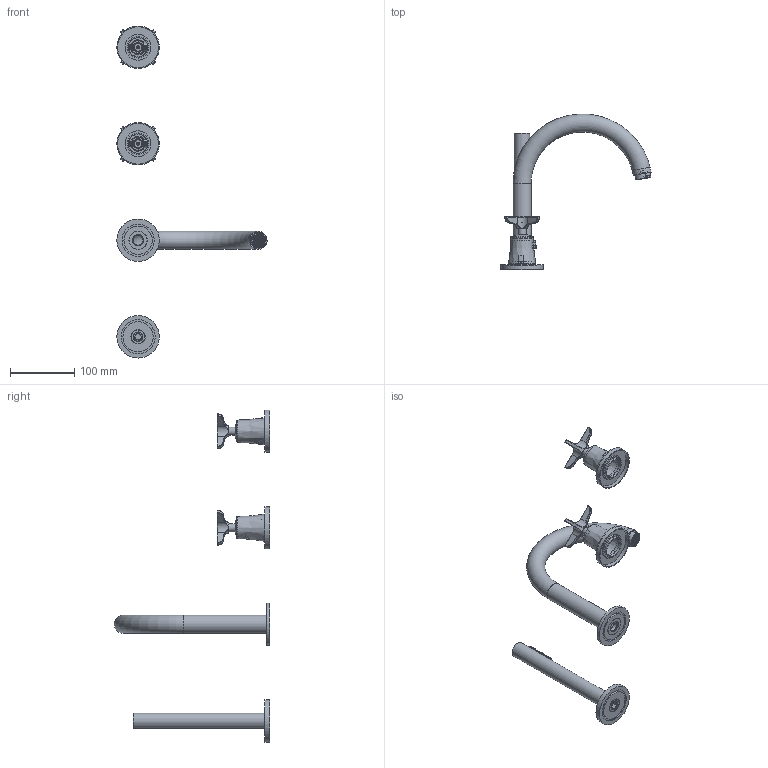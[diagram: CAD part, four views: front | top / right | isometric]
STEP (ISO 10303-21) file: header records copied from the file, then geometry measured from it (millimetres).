
FILE_DESCRIPTION (( 'STEP AP203' ), '1' );
FILE_NAME ('91CP12338.STEP', '2025-10-28T12:47:20', ( '' ), ( '' ), 'SwSTEP 2.0', 'SolidWorks 2021', '' );
FILE_SCHEMA (( 'CONFIG_CONTROL_DESIGN' ));
Length unit declared in the file: millimetre
Products named in the file (1): 91CP12338
Bounding box: 233.58 x 241.84 x 516 mm (x, y, z)
Volume: 216521.9 mm3; surface area: 187196.1 mm2
Topology: 20 solids, 20 shells, 1774 faces, 4602 edges, 3006 vertices
Faces by surface type: plane 1179, cylinder 263, bspline 170, cone 116, torus 26, sphere 20
Full cylindrical faces by diameter (mm): 2.5 x2, 3 x2, 3.1 x4, 3.3 x6, 4.15 x2, 4.5 x4, 4.8 x2, 5.3 x2, 5.8 x2, 8 x2, 9.8 x1, 12.5 x4, 12.6 x2, 12.8 x2, 15 x1, 15.5 x1, 16 x1, 17.4 x1, 18 x1, 19 x1, 20 x2, 20.8 x1, 21 x2, 21.1 x1, 22.5 x2, 23 x1, 23.85 x1, 24 x2, 24.5 x1, 26.4 x1
Entity records: 79139 total; most frequent: CARTESIAN_POINT 38497, ORIENTED_EDGE 8466, DIRECTION 7520, EDGE_CURVE 4233, VECTOR 2932, LINE 2932, VERTEX_POINT 2869, EDGE_LOOP 2344
